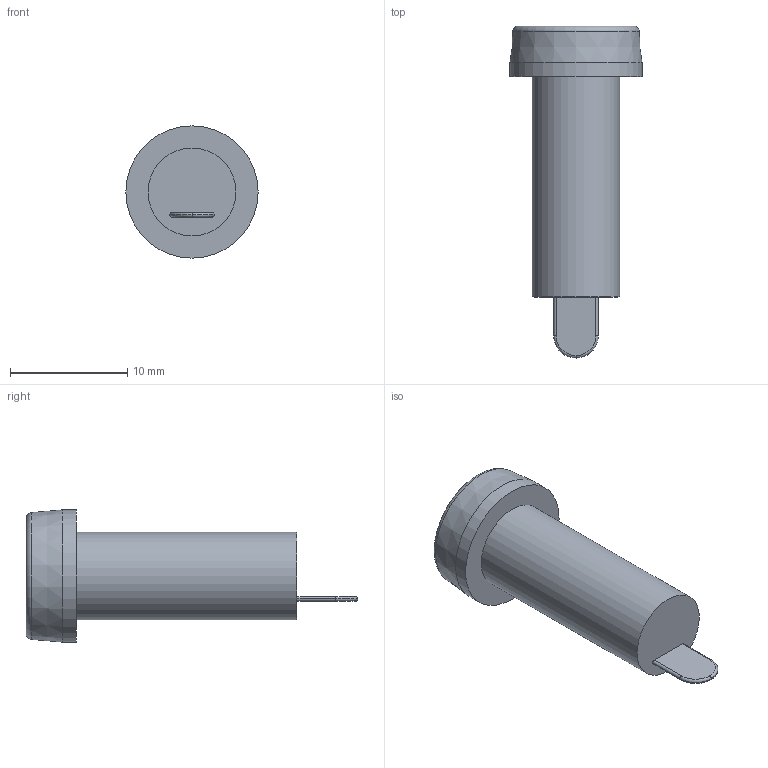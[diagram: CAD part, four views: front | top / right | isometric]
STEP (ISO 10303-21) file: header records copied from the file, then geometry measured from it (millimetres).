
FILE_DESCRIPTION( ( '' ), ' ' );
FILE_NAME( '5a5781205a06b11022cddd4c.step', '2018-01-11T15:23:15', ( '' ), ( '' ), ' ', ' ', ' ' );
FILE_SCHEMA( ( 'AUTOMOTIVE_DESIGN { 1 0 10303 214 1 1 1 1 }' ) );
Length unit declared in the file: metre
Products named in the file (1): 1
Bounding box: 11.28 x 28.3 x 11.28 mm (x, y, z)
Volume: 891.2 mm3; surface area: 1102.1 mm2
Topology: 1 solids, 1 shells, 22 faces, 43 edges, 27 vertices
Faces by surface type: cylinder 8, plane 7, torus 5, cone 2
Full cylindrical faces by diameter (mm): 4 x1, 7.5 x1, 7.65 x1, 11.28 x1
Entity records: 722 total; most frequent: DIRECTION 108, CARTESIAN_POINT 84, ORIENTED_EDGE 70, AXIS2_PLACEMENT_3D 50, EDGE_CURVE 35, EDGE_LOOP 33, FACE_OUTER_BOUND 27, CIRCLE 27
